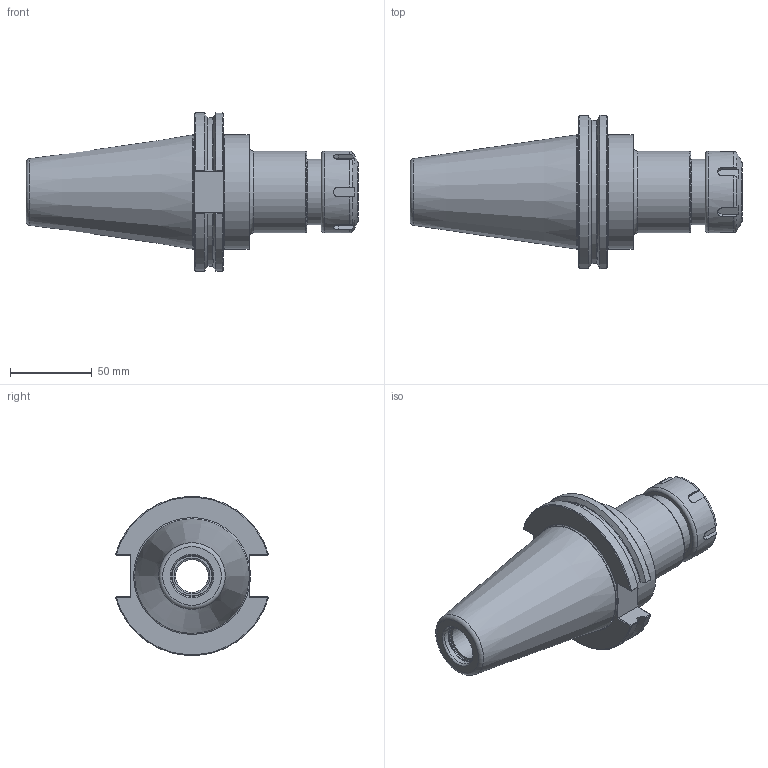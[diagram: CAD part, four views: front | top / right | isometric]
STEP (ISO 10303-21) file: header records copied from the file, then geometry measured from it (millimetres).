
FILE_DESCRIPTION(/* description */ (''),/* implementation_level */ '2;1');
FILE_NAME(/* name */ 'DCAT50-ER32-0400.stp',/* time_stamp */ '2019-06-11T14:39:15-05:00',/* author */ ('ldfli'),/* organization */ (''),/* preprocessor_version */ 'ST-DEVELOPER v18',/* originating_system */ 'Autodesk Inventor LT',/* authorisation */ '');
FILE_SCHEMA (('AUTOMOTIVE_DESIGN { 1 0 10303 214 3 1 1 }'));
Length unit declared in the file: millimetre
Products named in the file (1): DCAT50-ER32-0400
Bounding box: 203.37 x 93.8 x 97.14 mm (x, y, z)
Volume: 462936 mm3; surface area: 67754.8 mm2
Topology: 2 solids, 2 shells, 122 faces, 370 edges, 259 vertices
Faces by surface type: plane 54, cylinder 27, torus 23, cone 17, bspline 1
Full cylindrical faces by diameter (mm): 10 x1, 20 x1, 21.971 x1, 22.098 x1, 23.5 x1, 25 x1, 25.4 x1, 36.2 x1, 38.376 x1, 40 x1, 41 x1, 50 x2, 69.85 x1, 70 x1
Entity records: 4491 total; most frequent: CARTESIAN_POINT 1154, ORIENTED_EDGE 740, DIRECTION 686, EDGE_CURVE 370, AXIS2_PLACEMENT_3D 282, VERTEX_POINT 259, CIRCLE 160, EDGE_LOOP 133
